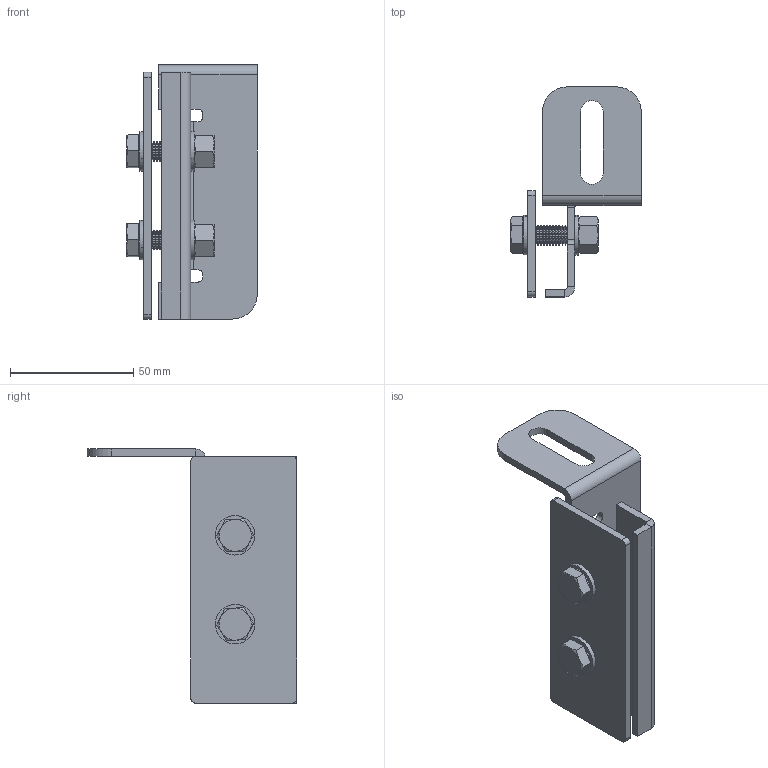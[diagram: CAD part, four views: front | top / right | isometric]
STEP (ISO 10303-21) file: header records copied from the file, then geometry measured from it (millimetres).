
FILE_DESCRIPTION (( 'STEP AP203' ), '1' );
FILE_NAME ('084.106.121.STEP', '2013-01-23T12:05:53', ( 'Alusic' ), ( 'Alusic' ), 'SwSTEP 2.0', 'SolidWorks 2011', '' );
FILE_SCHEMA (( 'CONFIG_CONTROL_DESIGN' ));
Length unit declared in the file: millimetre
Products named in the file (6): 084.106.121-2; 084.106.121; Hex Nut GradeC_ISO_Hexagon Nut ISO - 4034 - M8 - N; 084.106.121-1; Plain Washer Normal Grade A_ISO_Washer ISO 7089 - 8; Hex Screw GradeAB_ISO_ISO 4017 - M8 x 30-S
Assembly tree (10 placements, depth 2):
  084.106.121
    Hex Nut GradeC_ISO_Hexagon Nut ISO - 4034 - M8 - N  x2
    084.106.121-2
    Plain Washer Normal Grade A_ISO_Washer ISO 7089 - 8  x4
    084.106.121-1
    Hex Screw GradeAB_ISO_ISO 4017 - M8 x 30-S  x2
Bounding box: 52.9 x 85 x 103 mm (x, y, z)
Volume: 44561 mm3; surface area: 34586.7 mm2
Topology: 10 solids, 10 shells, 487 faces, 1207 edges, 742 vertices
Faces by surface type: cone 232, cylinder 153, plane 98, torus 4
Entity records: 9133 total; most frequent: CARTESIAN_POINT 1594, DIRECTION 1563, ORIENTED_EDGE 1366, EDGE_CURVE 683, AXIS2_PLACEMENT_3D 629, VERTEX_POINT 420, CIRCLE 342, VECTOR 305
